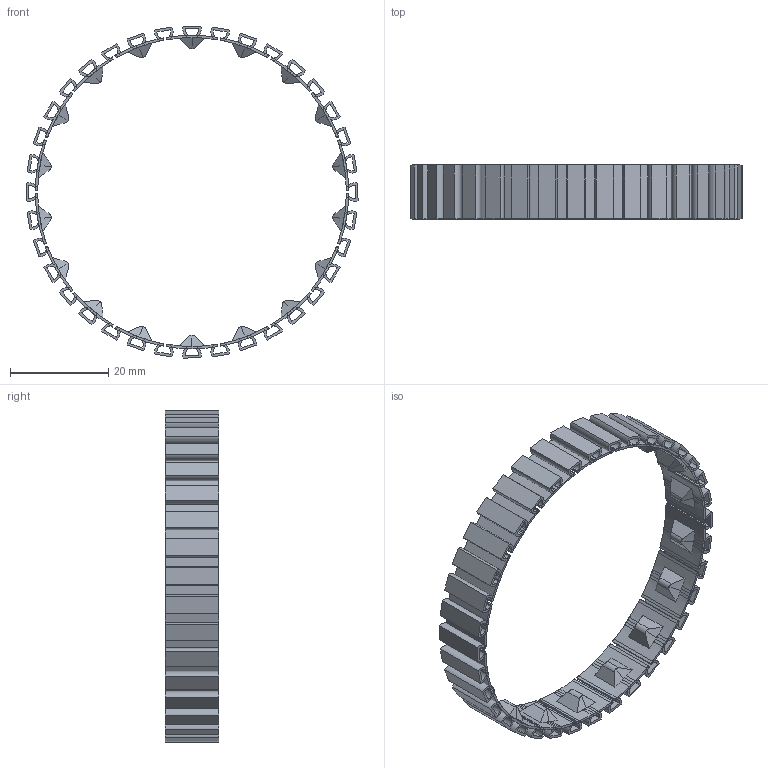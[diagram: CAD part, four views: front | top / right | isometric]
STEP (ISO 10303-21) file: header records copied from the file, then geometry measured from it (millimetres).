
FILE_DESCRIPTION (( 'STEP AP214' ), '1' );
FILE_NAME ('V_Chain v3-ARTHUR-V1.3.STEP', '2025-12-05T19:14:00', ( '' ), ( '' ), 'SwSTEP 2.0', 'SolidWorks 2025', '' );
FILE_SCHEMA (( 'AUTOMOTIVE_DESIGN' ));
Length unit declared in the file: millimetre
Products named in the file (1): V_Chain v3-ARTHUR-V1.3
Bounding box: 67.74 x 11 x 67.74 mm (x, y, z)
Volume: 3314.3 mm3; surface area: 12229.3 mm2
Topology: 54 solids, 54 shells, 771 faces, 1935 edges, 1290 vertices
Faces by surface type: plane 396, cylinder 303, cone 72
Entity records: 24087 total; most frequent: CARTESIAN_POINT 4753, DIRECTION 3977, ORIENTED_EDGE 3870, EDGE_CURVE 1935, AXIS2_PLACEMENT_3D 1414, VERTEX_POINT 1290, VECTOR 1149, LINE 1149
